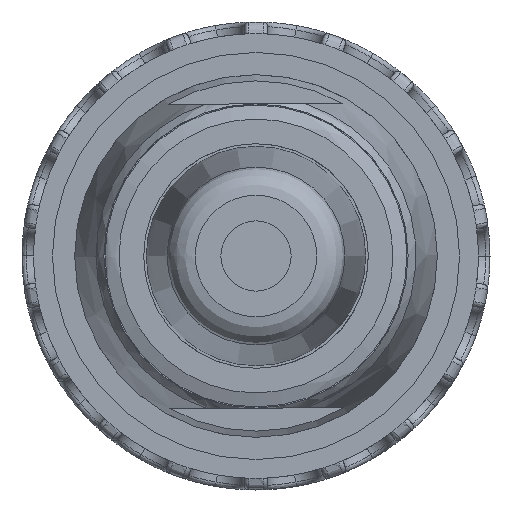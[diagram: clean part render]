
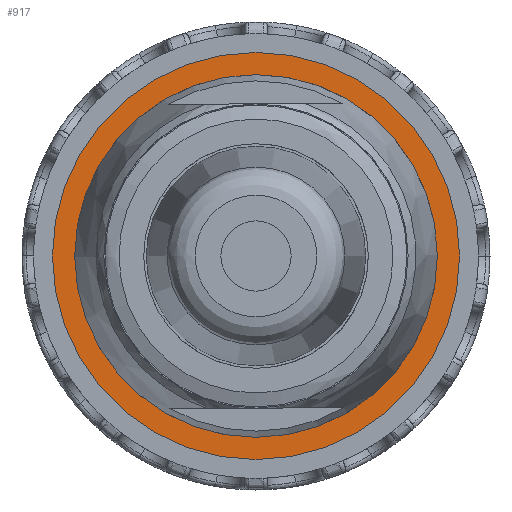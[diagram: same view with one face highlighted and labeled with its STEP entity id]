
A CAD part, left-side view. The second image highlights one B-rep face of the part: STEP entity #917.
In plain terms, the highlighted planar face has unit normal (-1, 0, 0).
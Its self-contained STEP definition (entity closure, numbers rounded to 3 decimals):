
#917=ADVANCED_FACE('4-0-161',(#1348,#1349),#1243,.T.);
#1243=PLANE('',#5439);
#1348=FACE_BOUND('',#1402,.T.);
#1349=FACE_BOUND('',#1403,.T.);
#1402=EDGE_LOOP('',(#2012));
#1403=EDGE_LOOP('',(#2013));
#1755=CIRCLE('',#5437,7.75);
#1756=CIRCLE('',#5438,8.7);
#2012=ORIENTED_EDGE('',*,*,#4190,.F.);
#2013=ORIENTED_EDGE('',*,*,#4191,.T.);
#3662=VERTEX_POINT('',#7018);
#3663=VERTEX_POINT('',#7020);
#4190=EDGE_CURVE('',#3662,#3662,#1755,.T.);
#4191=EDGE_CURVE('',#3663,#3663,#1756,.T.);
#5437=AXIS2_PLACEMENT_3D('',#7017,#5898,#5899);
#5438=AXIS2_PLACEMENT_3D('',#7019,#5900,#5901);
#5439=AXIS2_PLACEMENT_3D('',#7021,#5902,#5903);
#5898=DIRECTION('',(-1.,0.,0.));
#5899=DIRECTION('',(0.,0.,1.));
#5900=DIRECTION('',(-1.,0.,0.));
#5901=DIRECTION('',(0.,-0.866,-0.5));
#5902=DIRECTION('',(-1.,0.,0.));
#5903=DIRECTION('',(0.,0.866,0.5));
#7017=CARTESIAN_POINT('',(0.,0.,0.));
#7018=CARTESIAN_POINT('',(0.,0.,7.75));
#7019=CARTESIAN_POINT('',(0.,0.,0.));
#7020=CARTESIAN_POINT('',(0.,-7.534,-4.35));
#7021=CARTESIAN_POINT('',(0.,-13.073,3.503));
